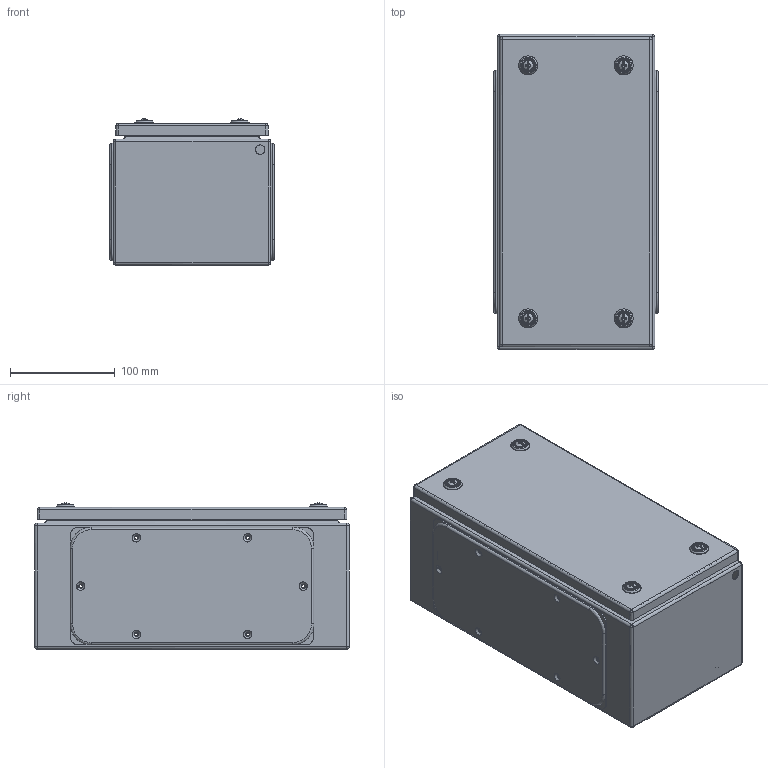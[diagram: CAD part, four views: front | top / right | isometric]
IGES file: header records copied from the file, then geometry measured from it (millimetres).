
Global section: file name: EXA3015135.igs; preprocessor: I-DEAS 3D IGES Translator 13; date: 20130826.094922; units: millimetre
Bounding box: 157 x 300 x 139.29 mm (x, y, z)
Volume: 246701 mm3; surface area: 574034.9 mm2
Topology: 8 solids, 8 shells, 1164 faces, 3828 edges, 2749 vertices
Faces by surface type: bspline 1164
